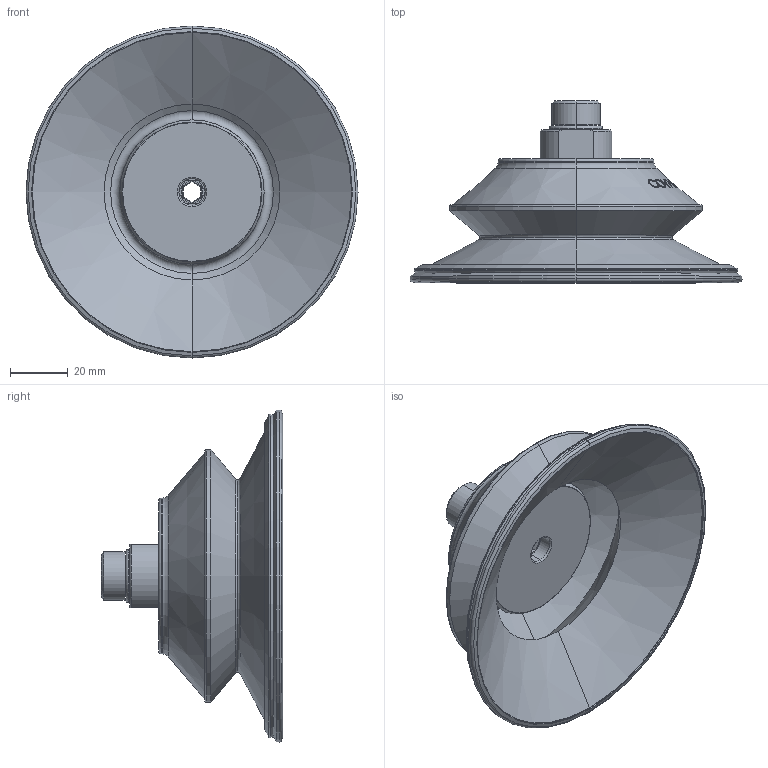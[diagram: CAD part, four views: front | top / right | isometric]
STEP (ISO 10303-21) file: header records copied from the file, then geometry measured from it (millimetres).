
FILE_DESCRIPTION(('STEP AP214'),'1');
FILE_NAME('COVAL_CBC115M38G.stp','2017-12-27T16:15:21',('TraceParts'),('TraceParts S.A.'),'Spatial InterOp 3D',' ',' ');
FILE_SCHEMA(('automotive_design'));
Length unit declared in the file: millimetre
Products named in the file (2): COVAL_CBC115M38G_1; COVAL_CBC115M38G_2
Bounding box: 115 x 63 x 115 mm (x, y, z)
Volume: 81181.9 mm3; surface area: 44653.8 mm2
Topology: 3 solids, 3 shells, 177 faces, 395 edges, 238 vertices
Faces by surface type: bspline 43, cone 41, torus 36, cylinder 30, plane 27
Entity records: 11774 total; most frequent: CARTESIAN_POINT 6649, ORIENTED_EDGE 790, DIRECTION 692, EDGE_CURVE 395, AXIS2_PLACEMENT_3D 294, VERTEX_POINT 238, EDGE_LOOP 197, STYLED_ITEM 179
